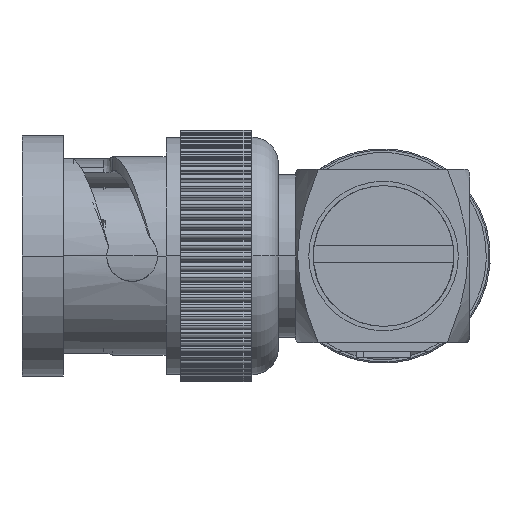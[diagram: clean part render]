
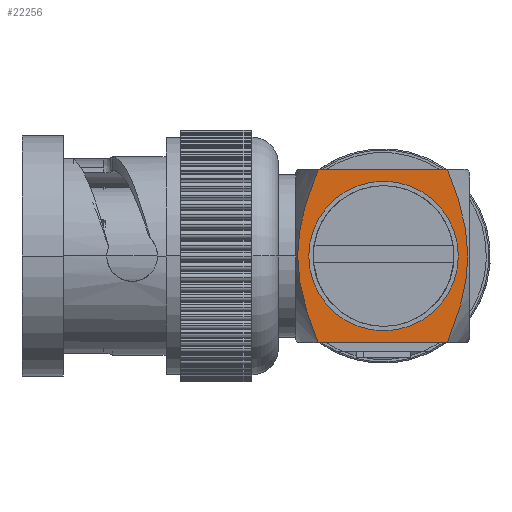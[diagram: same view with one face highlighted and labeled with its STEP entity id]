
A CAD part, front view. The second image highlights one B-rep face of the part: STEP entity #22256.
In plain terms, the highlighted face is planar.
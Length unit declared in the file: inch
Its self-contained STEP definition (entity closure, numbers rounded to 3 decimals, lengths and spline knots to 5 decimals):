
#417 = EDGE_CURVE ( 'NONE', #445, #6328, #3150, .T. ) ;
#444 = EDGE_LOOP ( 'NONE', ( #22250, #22251, #22253, #22254, #463, #464 ) ) ;
#445 = VERTEX_POINT ( 'NONE', #3012 ) ;
#463 = ORIENTED_EDGE ( 'NONE', *, *, #417, .T. ) ;
#464 = ORIENTED_EDGE ( 'NONE', *, *, #6327, .T. ) ;
#475 = VERTEX_POINT ( 'NONE', #3122 ) ;
#477 = EDGE_CURVE ( 'NONE', #475, #6325, #3139, .T. ) ;
#532 = ORIENTED_EDGE ( 'NONE', *, *, #6141, .F. ) ;
#2984 = CARTESIAN_POINT ( 'NONE',  ( -0.197, -0.13335, -0.6481 ) ) ;
#3012 = CARTESIAN_POINT ( 'NONE',  ( -0.197, -0.197, -0.67234 ) ) ;
#3066 = CARTESIAN_POINT ( 'NONE',  ( -0.197, -0.04251, -0.62829 ) ) ;
#3067 = CARTESIAN_POINT ( 'NONE',  ( -0.197, -0.16553, -0.65965 ) ) ;
#3096 = CARTESIAN_POINT ( 'NONE',  ( -0.197, -0.06766, -0.63188 ) ) ;
#3107 = CARTESIAN_POINT ( 'NONE',  ( -0.197, 0., -0.6258 ) ) ;
#3108 = CARTESIAN_POINT ( 'NONE',  ( -0.197, -0.00848, -0.6258 ) ) ;
#3116 = CARTESIAN_POINT ( 'NONE',  ( -0.197, -0.08421, -0.63535 ) ) ;
#3122 = CARTESIAN_POINT ( 'NONE',  ( -0.197, 0.197, -0.96566 ) ) ;
#3127 = CARTESIAN_POINT ( 'NONE',  ( -0.197, -0.01706, -0.62611 ) ) ;
#3128 = CARTESIAN_POINT ( 'NONE',  ( -0.197, -0.03407, -0.62736 ) ) ;
#3136 = DIRECTION ( 'NONE',  ( 0., 0., 1. ) ) ;
#3137 = VECTOR ( 'NONE', #3136, 39.37008 ) ;
#3138 = CARTESIAN_POINT ( 'NONE',  ( -0.197, 0.197, -1.016 ) ) ;
#3139 = LINE ( 'NONE', #3138, #3137 ) ;
#3150 = B_SPLINE_CURVE_WITH_KNOTS ( 'NONE', 3,
 ( #3183, #3067, #2984, #3116, #3096, #3066, #3128, #3127, #3108, #3107 ),
 .UNSPECIFIED., .F., .F.,
 ( 4, 2, 2, 2, 4 ),
 ( 0.0053, 0.00789, 0.00918, 0.00982, 0.01047 ),
 .UNSPECIFIED. ) ;
#3183 = CARTESIAN_POINT ( 'NONE',  ( -0.197, -0.197, -0.67234 ) ) ;
#3631 = VERTEX_POINT ( 'NONE', #16512 ) ;
#6137 = VERTEX_POINT ( 'NONE', #17792 ) ;
#6141 = EDGE_CURVE ( 'NONE', #3631, #6241, #17764, .T. ) ;
#6182 = EDGE_CURVE ( 'NONE', #6183, #6137, #17921, .T. ) ;
#6183 = VERTEX_POINT ( 'NONE', #17925 ) ;
#6241 = VERTEX_POINT ( 'NONE', #17220 ) ;
#6325 = VERTEX_POINT ( 'NONE', #11915 ) ;
#6327 = EDGE_CURVE ( 'NONE', #6328, #6325, #11978, .T. ) ;
#6328 = VERTEX_POINT ( 'NONE', #11977 ) ;
#9113 = CARTESIAN_POINT ( 'NONE',  ( -0.197, 0.18125, -0.97201 ) ) ;
#9114 = CARTESIAN_POINT ( 'NONE',  ( -0.197, 0.197, -0.96566 ) ) ;
#9115 = LINE ( 'NONE', #9184, #9183 ) ;
#9116 = B_SPLINE_CURVE_WITH_KNOTS ( 'NONE', 3,
 ( #9114, #9113, #9182, #9181, #9180, #9179, #9178, #9177 ),
 .UNSPECIFIED., .F., .F.,
 ( 4, 2, 2, 4 ),
 ( 0.01329, 0.01459, 0.01588, 0.01846 ),
 .UNSPECIFIED. ) ;
#9163 = DIRECTION ( 'NONE',  ( 0., 0., 1. ) ) ;
#9164 = DIRECTION ( 'NONE',  ( -1., 0., 0. ) ) ;
#9165 = CARTESIAN_POINT ( 'NONE',  ( -0.197, 0., -0.82087 ) ) ;
#9166 = AXIS2_PLACEMENT_3D ( 'NONE', #9165, #9164, #9163 ) ;
#9167 = CIRCLE ( 'NONE', #9166, 0.16977 ) ;
#9168 = DIRECTION ( 'NONE',  ( 0., 1., 0. ) ) ;
#9169 = DIRECTION ( 'NONE',  ( 1., 0., 0. ) ) ;
#9170 = CARTESIAN_POINT ( 'NONE',  ( -0.197, 0.197, -1.016 ) ) ;
#9171 = AXIS2_PLACEMENT_3D ( 'NONE', #9170, #9169, #9168 ) ;
#9173 = PLANE ( 'NONE',  #9171 ) ;
#9174 = FACE_OUTER_BOUND ( 'NONE', #444, .T. ) ;
#9175 = FACE_BOUND ( 'NONE', #22258, .T. ) ;
#9176 = DIRECTION ( 'NONE',  ( 0., 0., 1. ) ) ;
#9177 = CARTESIAN_POINT ( 'NONE',  ( -0.197, 0., -1.0122 ) ) ;
#9178 = CARTESIAN_POINT ( 'NONE',  ( -0.197, 0.03419, -1.0122 ) ) ;
#9179 = CARTESIAN_POINT ( 'NONE',  ( -0.197, 0.06753, -1.00696 ) ) ;
#9180 = CARTESIAN_POINT ( 'NONE',  ( -0.197, 0.11675, -0.99422 ) ) ;
#9181 = CARTESIAN_POINT ( 'NONE',  ( -0.197, 0.13306, -0.98917 ) ) ;
#9182 = CARTESIAN_POINT ( 'NONE',  ( -0.197, 0.16534, -0.97805 ) ) ;
#9183 = VECTOR ( 'NONE', #9176, 39.37008 ) ;
#9184 = CARTESIAN_POINT ( 'NONE',  ( -0.197, -0.197, -1.016 ) ) ;
#11915 = CARTESIAN_POINT ( 'NONE',  ( -0.197, 0.197, -0.67234 ) ) ;
#11954 = CARTESIAN_POINT ( 'NONE',  ( -0.197, 0.197, -0.67234 ) ) ;
#11955 = CARTESIAN_POINT ( 'NONE',  ( -0.197, 0.18125, -0.66599 ) ) ;
#11956 = CARTESIAN_POINT ( 'NONE',  ( -0.197, 0.16534, -0.65995 ) ) ;
#11957 = CARTESIAN_POINT ( 'NONE',  ( -0.197, 0.13306, -0.64883 ) ) ;
#11958 = CARTESIAN_POINT ( 'NONE',  ( -0.197, 0.11675, -0.64378 ) ) ;
#11959 = CARTESIAN_POINT ( 'NONE',  ( -0.197, 0.06753, -0.63104 ) ) ;
#11960 = CARTESIAN_POINT ( 'NONE',  ( -0.197, 0.03419, -0.6258 ) ) ;
#11961 = CARTESIAN_POINT ( 'NONE',  ( -0.197, 0., -0.6258 ) ) ;
#11977 = CARTESIAN_POINT ( 'NONE',  ( -0.197, 0., -0.6258 ) ) ;
#11978 = B_SPLINE_CURVE_WITH_KNOTS ( 'NONE', 3,
 ( #11961, #11960, #11959, #11958, #11957, #11956, #11955, #11954 ),
 .UNSPECIFIED., .F., .F.,
 ( 4, 2, 2, 4 ),
 ( 0.01047, 0.01307, 0.01437, 0.01568 ),
 .UNSPECIFIED. ) ;
#16512 = CARTESIAN_POINT ( 'NONE',  ( -0.197, 0.16977, -0.82087 ) ) ;
#17220 = CARTESIAN_POINT ( 'NONE',  ( -0.197, -0.16977, -0.82087 ) ) ;
#17764 = CIRCLE ( 'NONE', #17786, 0.16977 ) ;
#17765 = DIRECTION ( 'NONE',  ( 0., 0., 1. ) ) ;
#17766 = DIRECTION ( 'NONE',  ( -1., 0., 0. ) ) ;
#17767 = CARTESIAN_POINT ( 'NONE',  ( -0.197, 0., -0.82087 ) ) ;
#17786 = AXIS2_PLACEMENT_3D ( 'NONE', #17767, #17766, #17765 ) ;
#17792 = CARTESIAN_POINT ( 'NONE',  ( -0.197, -0.197, -0.96566 ) ) ;
#17799 = CARTESIAN_POINT ( 'NONE',  ( -0.197, -0.01706, -1.01189 ) ) ;
#17811 = CARTESIAN_POINT ( 'NONE',  ( -0.197, -0.03407, -1.01064 ) ) ;
#17836 = CARTESIAN_POINT ( 'NONE',  ( -0.197, -0.04251, -1.00971 ) ) ;
#17868 = CARTESIAN_POINT ( 'NONE',  ( -0.197, -0.06766, -1.00612 ) ) ;
#17900 = CARTESIAN_POINT ( 'NONE',  ( -0.197, -0.16553, -0.97835 ) ) ;
#17901 = CARTESIAN_POINT ( 'NONE',  ( -0.197, -0.13335, -0.9899 ) ) ;
#17902 = CARTESIAN_POINT ( 'NONE',  ( -0.197, -0.197, -0.96566 ) ) ;
#17903 = CARTESIAN_POINT ( 'NONE',  ( -0.197, -0.08421, -1.00265 ) ) ;
#17921 = B_SPLINE_CURVE_WITH_KNOTS ( 'NONE', 3,
 ( #17934, #17933, #17799, #17811, #17836, #17868, #17903, #17901, #17900, #17902 ),
 .UNSPECIFIED., .F., .F.,
 ( 4, 2, 2, 2, 4 ),
 ( 0.01846, 0.0191, 0.01974, 0.02102, 0.02358 ),
 .UNSPECIFIED. ) ;
#17925 = CARTESIAN_POINT ( 'NONE',  ( -0.197, 0., -1.0122 ) ) ;
#17933 = CARTESIAN_POINT ( 'NONE',  ( -0.197, -0.00848, -1.0122 ) ) ;
#17934 = CARTESIAN_POINT ( 'NONE',  ( -0.197, 0., -1.0122 ) ) ;
#22250 = ORIENTED_EDGE ( 'NONE', *, *, #477, .F. ) ;
#22251 = ORIENTED_EDGE ( 'NONE', *, *, #22252, .T. ) ;
#22252 = EDGE_CURVE ( 'NONE', #475, #6183, #9116, .T. ) ;
#22253 = ORIENTED_EDGE ( 'NONE', *, *, #6182, .T. ) ;
#22254 = ORIENTED_EDGE ( 'NONE', *, *, #22255, .T. ) ;
#22255 = EDGE_CURVE ( 'NONE', #6137, #445, #9115, .T. ) ;
#22256 = ADVANCED_FACE ( 'NONE', ( #9175, #9174 ), #9173, .F. ) ;
#22258 = EDGE_LOOP ( 'NONE', ( #22261, #532 ) ) ;
#22261 = ORIENTED_EDGE ( 'NONE', *, *, #22263, .F. ) ;
#22263 = EDGE_CURVE ( 'NONE', #6241, #3631, #9167, .T. ) ;
